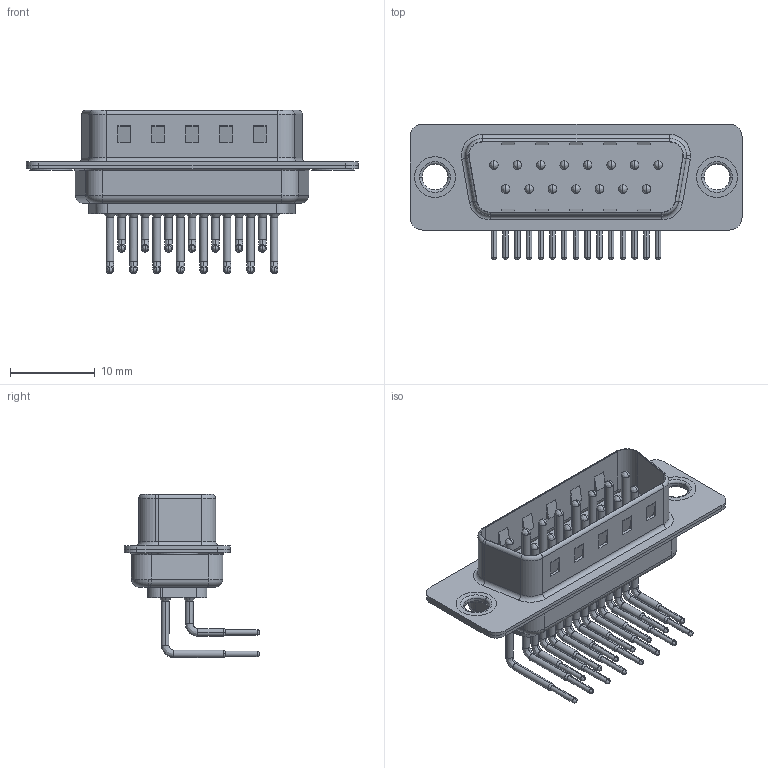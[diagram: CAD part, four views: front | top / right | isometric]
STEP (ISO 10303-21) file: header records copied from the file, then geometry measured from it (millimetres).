
FILE_DESCRIPTION (( 'STEP AP203' ), '1' );
FILE_NAME ('629-M15-640-LN1.STEP', '2018-09-25T18:33:56', ( '' ), ( '' ), 'SwSTEP 2.0', 'SolidWorks 2016', '' );
FILE_SCHEMA (( 'CONFIG_CONTROL_DESIGN' ));
Length unit declared in the file: millimetre
Products named in the file (7): 629M Contact Row 2; 629M Thru Hole Rivet; 629-M15-640-LN1; 629M Housing_15 Contacts; 629M Shell Front_15 Contacts; 629M Shell Rear_15 Contacts; 629M Contact Row 1
Assembly tree (20 placements, depth 2):
  629-M15-640-LN1
    629M Housing_15 Contacts
    629M Shell Front_15 Contacts
    629M Shell Rear_15 Contacts
    629M Contact Row 1  x8
    629M Contact Row 2  x7
    629M Thru Hole Rivet  x2
Bounding box: 39.2 x 16 x 19.29 mm (x, y, z)
Volume: 1880.7 mm3; surface area: 5213.4 mm2
Topology: 20 solids, 20 shells, 1964 faces, 5441 edges, 3528 vertices
Faces by surface type: plane 1099, cylinder 657, bspline 90, cone 60, torus 58
Entity records: 20276 total; most frequent: CARTESIAN_POINT 3487, DIRECTION 3441, ORIENTED_EDGE 3166, EDGE_CURVE 1583, AXIS2_PLACEMENT_3D 1244, VERTEX_POINT 1020, LINE 953, VECTOR 953
